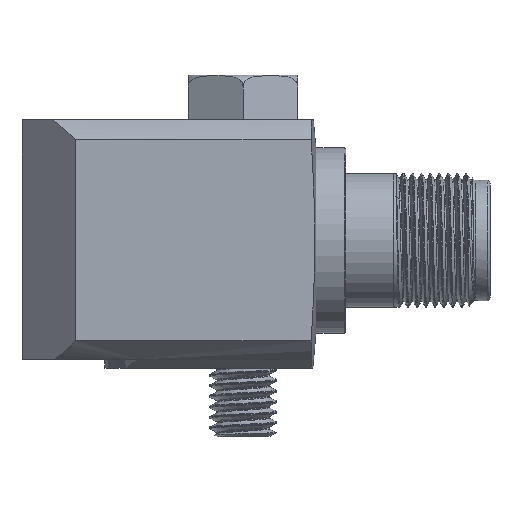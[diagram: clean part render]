
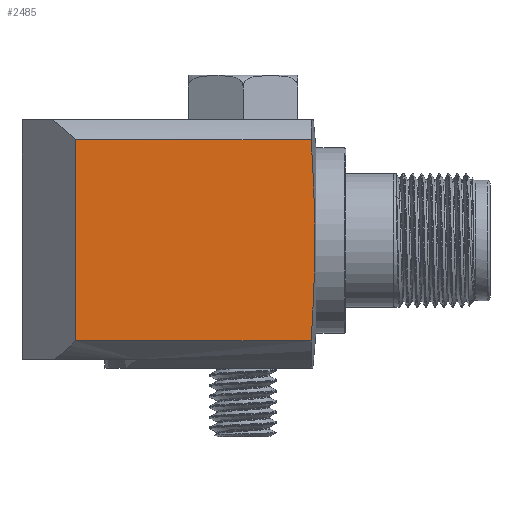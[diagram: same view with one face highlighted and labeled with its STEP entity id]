
A CAD part, top view. The second image highlights one B-rep face of the part: STEP entity #2485.
In plain terms, the highlighted planar face has unit normal (0, 0, 1).
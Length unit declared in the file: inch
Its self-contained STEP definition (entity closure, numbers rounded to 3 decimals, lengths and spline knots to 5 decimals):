
#415=FACE_OUTER_BOUND('',#596,.T.);
#596=EDGE_LOOP('',(#1985,#1986,#1987,#1988));
#775=LINE('',#7753,#928);
#776=LINE('',#7755,#929);
#777=LINE('',#7756,#930);
#928=VECTOR('',#3066,0.3937);
#929=VECTOR('',#3067,0.3937);
#930=VECTOR('',#3068,0.3937);
#961=(
BOUNDED_CURVE()
B_SPLINE_CURVE(2,(#7747,#7748,#7749),.UNSPECIFIED.,.F.,.F.)
B_SPLINE_CURVE_WITH_KNOTS((3,3),(0.,2.39211),.UNSPECIFIED.)
CURVE()
GEOMETRIC_REPRESENTATION_ITEM()
RATIONAL_B_SPLINE_CURVE((1.,1.38,1.))
REPRESENTATION_ITEM('')
);
#1134=VERTEX_POINT('',#7744);
#1135=VERTEX_POINT('',#7746);
#1136=VERTEX_POINT('',#7752);
#1137=VERTEX_POINT('',#7754);
#1429=EDGE_CURVE('',#1135,#1134,#961,.T.);
#1431=EDGE_CURVE('',#1134,#1136,#775,.T.);
#1432=EDGE_CURVE('',#1137,#1136,#776,.T.);
#1433=EDGE_CURVE('',#1137,#1135,#777,.T.);
#1985=ORIENTED_EDGE('',*,*,#1429,.T.);
#1986=ORIENTED_EDGE('',*,*,#1431,.T.);
#1987=ORIENTED_EDGE('',*,*,#1432,.F.);
#1988=ORIENTED_EDGE('',*,*,#1433,.T.);
#2211=PLANE('',#2682);
#2485=ADVANCED_FACE('',(#415),#2211,.T.);
#2682=AXIS2_PLACEMENT_3D('',#7751,#3064,#3065);
#3064=DIRECTION('center_axis',(0.,0.,
1.));
#3065=DIRECTION('ref_axis',(0.,-1.,0.));
#3066=DIRECTION('',(-1.,0.,0.));
#3067=DIRECTION('',(0.,1.,0.));
#3068=DIRECTION('',(1.,0.,0.));
#7744=CARTESIAN_POINT('',(-0.02152,1.0276,0.495));
#7746=CARTESIAN_POINT('',(-0.02152,0.0864,0.495));
#7747=CARTESIAN_POINT('Ctrl Pts',(-0.02152,0.0864,
0.495));
#7748=CARTESIAN_POINT('Ctrl Pts',(0.00685,0.557,0.495));
#7749=CARTESIAN_POINT('Ctrl Pts',(-0.02152,1.0276,
0.495));
#7751=CARTESIAN_POINT('Origin',(0.,0.,
0.495));
#7752=CARTESIAN_POINT('',(-1.123,1.0276,0.495));
#7753=CARTESIAN_POINT('',(0.089,1.0276,0.495));
#7754=CARTESIAN_POINT('',(-1.123,0.0864,0.495));
#7755=CARTESIAN_POINT('',(-1.123,0.,0.495));
#7756=CARTESIAN_POINT('',(0.089,0.0864,0.495));
